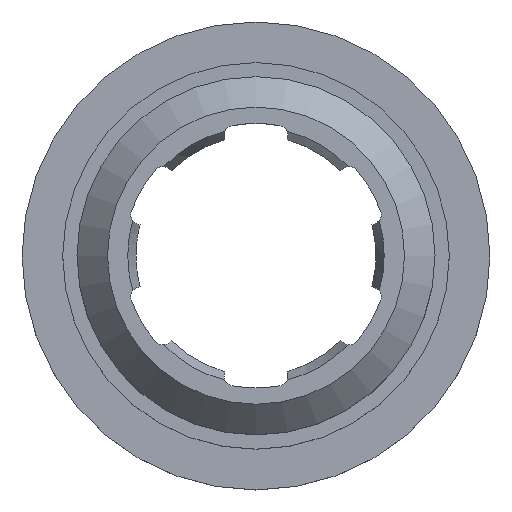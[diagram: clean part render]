
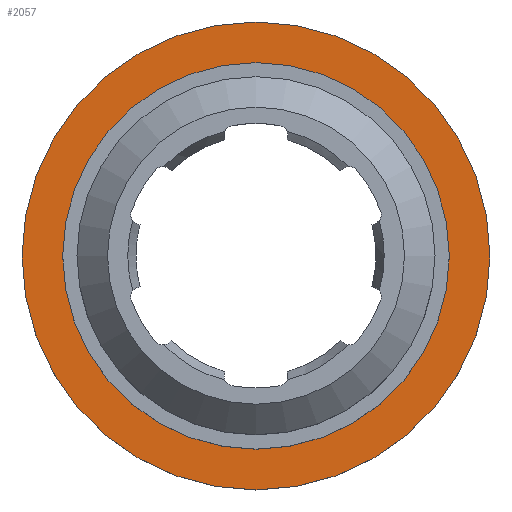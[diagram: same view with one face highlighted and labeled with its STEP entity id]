
A CAD part, top view. The second image highlights one B-rep face of the part: STEP entity #2057.
In plain terms, the highlighted planar face has unit normal (0, 0, 1).
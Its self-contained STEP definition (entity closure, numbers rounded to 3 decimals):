
#2016 = EDGE_CURVE('',#2017,#2017,#2019,.T.);
#2017 = VERTEX_POINT('',#2018);
#2018 = CARTESIAN_POINT('',(-4.75,0.,1.4));
#2019 = CIRCLE('',#2020,4.75);
#2020 = AXIS2_PLACEMENT_3D('',#2021,#2022,#2023);
#2021 = CARTESIAN_POINT('',(0.,0.,1.4));
#2022 = DIRECTION('',(0.,0.,1.));
#2023 = DIRECTION('',(-1.,0.,0.));
#2057 = ADVANCED_FACE('',(#2058,#2069),#2072,.T.);
#2058 = FACE_BOUND('',#2059,.T.);
#2059 = EDGE_LOOP('',(#2060));
#2060 = ORIENTED_EDGE('',*,*,#2061,.T.);
#2061 = EDGE_CURVE('',#2062,#2062,#2064,.T.);
#2062 = VERTEX_POINT('',#2063);
#2063 = CARTESIAN_POINT('',(-5.75,0.,1.4));
#2064 = CIRCLE('',#2065,5.75);
#2065 = AXIS2_PLACEMENT_3D('',#2066,#2067,#2068);
#2066 = CARTESIAN_POINT('',(0.,0.,1.4));
#2067 = DIRECTION('',(0.,0.,1.));
#2068 = DIRECTION('',(-1.,0.,0.));
#2069 = FACE_BOUND('',#2070,.T.);
#2070 = EDGE_LOOP('',(#2071));
#2071 = ORIENTED_EDGE('',*,*,#2016,.F.);
#2072 = PLANE('',#2073);
#2073 = AXIS2_PLACEMENT_3D('',#2074,#2075,#2076);
#2074 = CARTESIAN_POINT('',(0.,0.,1.4));
#2075 = DIRECTION('',(0.,0.,1.));
#2076 = DIRECTION('',(-1.,0.,0.));
